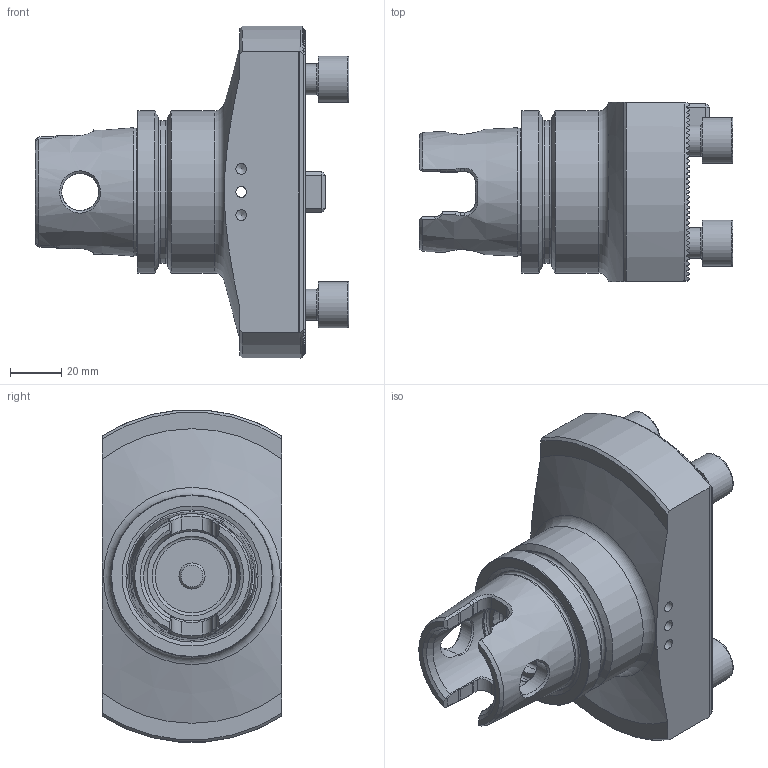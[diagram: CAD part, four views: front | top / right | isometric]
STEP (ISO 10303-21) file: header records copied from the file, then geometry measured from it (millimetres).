
FILE_DESCRIPTION (( 'STEP AP214' ), '1' );
FILE_NAME ('KM6.Ko1.K21.065.STEP', '2020-08-13T14:51:05', ( '' ), ( '' ), 'SwSTEP 2.0', 'SolidWorks 2017', '' );
FILE_SCHEMA (( 'AUTOMOTIVE_DESIGN' ));
Length unit declared in the file: millimetre
Products named in the file (6): DIN 908 - M12x1.5; Ko1-ER1.001.016_A; ISO 4762 - M12 x 25; ISO 4762 - M6 x 16; KM6-Ko1.K21.065_C_Weichbearbeitung; KM6.Ko1.K21.065
Assembly tree (8 placements, depth 2):
  KM6.Ko1.K21.065
    KM6-Ko1.K21.065_C_Weichbearbeitung
    DIN 908 - M12x1.5
    Ko1-ER1.001.016_A
    ISO 4762 - M6 x 16
    ISO 4762 - M12 x 25  x4
Bounding box: 122.53 x 70 x 129.58 mm (x, y, z)
Volume: 382223.3 mm3; surface area: 69976.9 mm2
Topology: 8 solids, 8 shells, 784 faces, 2155 edges, 1393 vertices
Faces by surface type: plane 489, cylinder 163, cone 68, bspline 44, torus 20
Full cylindrical faces by diameter (mm): 4.2 x6, 5 x1, 6 x1, 6.5 x1, 7.245 x1, 10 x1, 10.2 x9, 10.5 x2, 12 x5, 14.5 x2, 17 x1, 18 x4, 19 x1, 31.1 x1, 35.08 x1, 36.5 x1, 55.7 x1, 63.25 x2
Entity records: 27965 total; most frequent: CARTESIAN_POINT 10457, ORIENTED_EDGE 3788, DIRECTION 2777, EDGE_CURVE 1894, VERTEX_POINT 1275, AXIS2_PLACEMENT_3D 1042, B_SPLINE_CURVE_WITH_KNOTS 829, EDGE_LOOP 825
